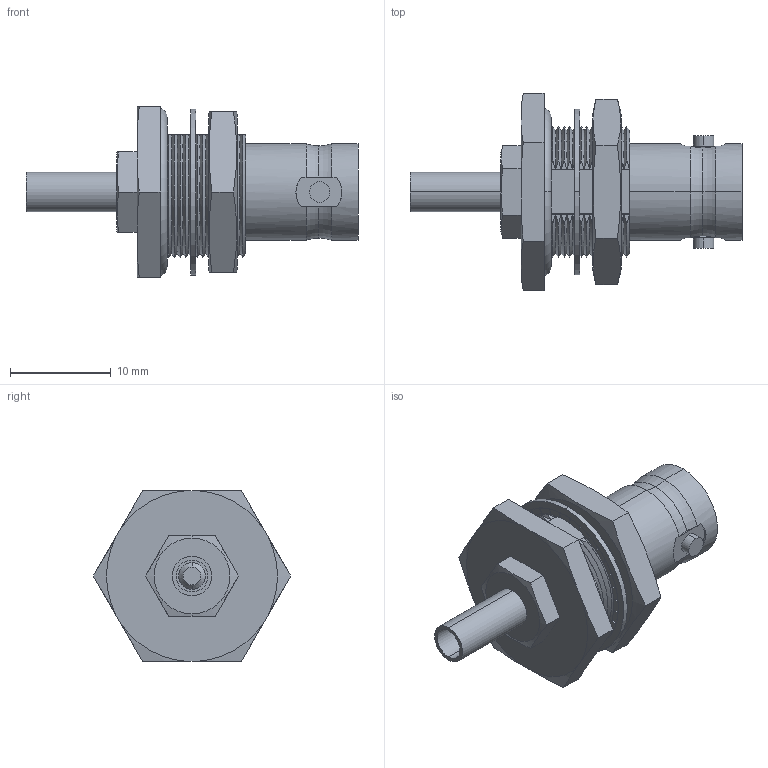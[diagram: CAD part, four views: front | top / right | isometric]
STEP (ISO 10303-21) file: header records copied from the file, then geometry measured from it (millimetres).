
FILE_DESCRIPTION (( 'STEP AP214' ), '1' );
FILE_NAME ('BAC540.STEP', '2009-03-20T13:33:02', ( ' ' ), ( ' ' ), 'SwSTEP 2.0', 'SolidWorks 2008', '' );
FILE_SCHEMA (( 'AUTOMOTIVE_DESIGN' ));
Length unit declared in the file: inch
Products named in the file (5): BAC540-MA2; BAC540-MA1; BAC540; BAC540-MA3
Assembly tree (4 placements, depth 2):
  BAC540
    BAC540-MA2
    BAC540
    BAC540-MA1
    BAC540-MA3
Bounding box: 33.02 x 19.62 x 16.99 mm (x, y, z)
Volume: 2462 mm3; surface area: 3535.5 mm2
Topology: 5 solids, 5 shells, 369 faces, 894 edges, 577 vertices
Faces by surface type: plane 215, cone 79, cylinder 53, bspline 12, torus 10
Entity records: 12155 total; most frequent: CARTESIAN_POINT 2547, DIRECTION 1792, ORIENTED_EDGE 1788, EDGE_CURVE 894, AXIS2_PLACEMENT_3D 648, VERTEX_POINT 577, VECTOR 496, LINE 496
